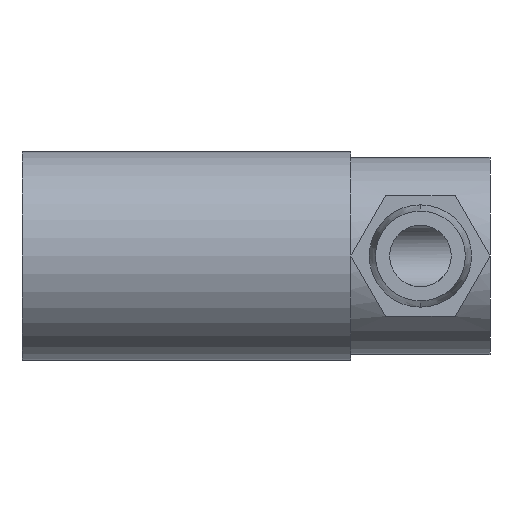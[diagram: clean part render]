
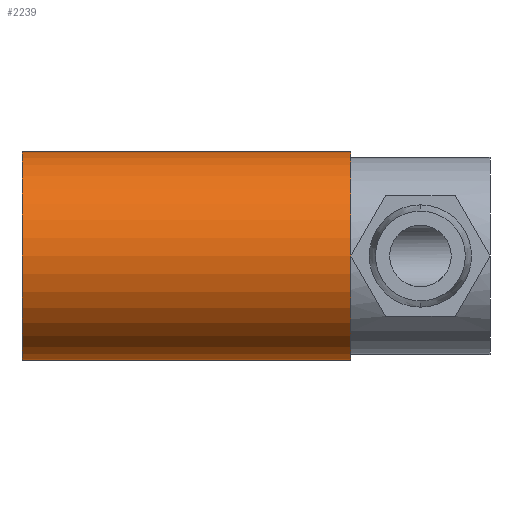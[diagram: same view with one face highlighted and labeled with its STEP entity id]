
A CAD part, front view. The second image highlights one B-rep face of the part: STEP entity #2239.
In plain terms, the highlighted cylindrical face has radius 8.5 mm (diameter 17 mm), a partial arc.
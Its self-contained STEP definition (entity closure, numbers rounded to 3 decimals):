
#63 = DIRECTION ( 'NONE',  ( 0., 0., 1. ) ) ;
#155 = VERTEX_POINT ( 'NONE', #6054 ) ;
#213 = DIRECTION ( 'NONE',  ( -1., 0., 0. ) ) ;
#345 = DIRECTION ( 'NONE',  ( 0., 0., 1. ) ) ;
#582 = ORIENTED_EDGE ( 'NONE', *, *, #3150, .F. ) ;
#981 = VERTEX_POINT ( 'NONE', #6387 ) ;
#1020 = AXIS2_PLACEMENT_3D ( 'NONE', #6347, #213, #345 ) ;
#1158 = AXIS2_PLACEMENT_3D ( 'NONE', #6824, #7393, #63 ) ;
#1418 = EDGE_CURVE ( 'NONE', #3309, #981, #1851, .T. ) ;
#1851 = CIRCLE ( 'NONE', #1020, 8.5 ) ;
#2011 = FACE_OUTER_BOUND ( 'NONE', #5778, .T. ) ;
#2239 = ADVANCED_FACE ( 'NONE', ( #2011 ), #7351, .T. ) ;
#2990 = CIRCLE ( 'NONE', #6519, 8.5 ) ;
#3150 = EDGE_CURVE ( 'NONE', #155, #3309, #8527, .T. ) ;
#3170 = CARTESIAN_POINT ( 'NONE',  ( 26.7, 0., 8.5 ) ) ;
#3309 = VERTEX_POINT ( 'NONE', #3966 ) ;
#3759 = DIRECTION ( 'NONE',  ( 0., 0., 1. ) ) ;
#3846 = DIRECTION ( 'NONE',  ( -1., 0., 0. ) ) ;
#3966 = CARTESIAN_POINT ( 'NONE',  ( 0., 0., -8.5 ) ) ;
#4420 = CARTESIAN_POINT ( 'NONE',  ( 26.7, 0., 0. ) ) ;
#4540 = DIRECTION ( 'NONE',  ( -1., 0., 0. ) ) ;
#5076 = ORIENTED_EDGE ( 'NONE', *, *, #8046, .T. ) ;
#5778 = EDGE_LOOP ( 'NONE', ( #582, #8674, #5076, #8087 ) ) ;
#5779 = VECTOR ( 'NONE', #8692, 1000. ) ;
#6054 = CARTESIAN_POINT ( 'NONE',  ( 26.7, 0., -8.5 ) ) ;
#6347 = CARTESIAN_POINT ( 'NONE',  ( 0., 0., 0. ) ) ;
#6387 = CARTESIAN_POINT ( 'NONE',  ( 0., 0., 8.5 ) ) ;
#6492 = LINE ( 'NONE', #7862, #7925 ) ;
#6519 = AXIS2_PLACEMENT_3D ( 'NONE', #4420, #4540, #3759 ) ;
#6621 = CARTESIAN_POINT ( 'NONE',  ( 0., 0., -8.5 ) ) ;
#6824 = CARTESIAN_POINT ( 'NONE',  ( 0., 0., 0. ) ) ;
#7351 = CYLINDRICAL_SURFACE ( 'NONE', #1158, 8.5 ) ;
#7393 = DIRECTION ( 'NONE',  ( -1., 0., 0. ) ) ;
#7862 = CARTESIAN_POINT ( 'NONE',  ( 0., 0., 8.5 ) ) ;
#7925 = VECTOR ( 'NONE', #3846, 1000. ) ;
#8015 = VERTEX_POINT ( 'NONE', #3170 ) ;
#8046 = EDGE_CURVE ( 'NONE', #8015, #981, #6492, .T. ) ;
#8087 = ORIENTED_EDGE ( 'NONE', *, *, #1418, .F. ) ;
#8108 = EDGE_CURVE ( 'NONE', #155, #8015, #2990, .T. ) ;
#8527 = LINE ( 'NONE', #6621, #5779 ) ;
#8674 = ORIENTED_EDGE ( 'NONE', *, *, #8108, .T. ) ;
#8692 = DIRECTION ( 'NONE',  ( -1., 0., 0. ) ) ;
